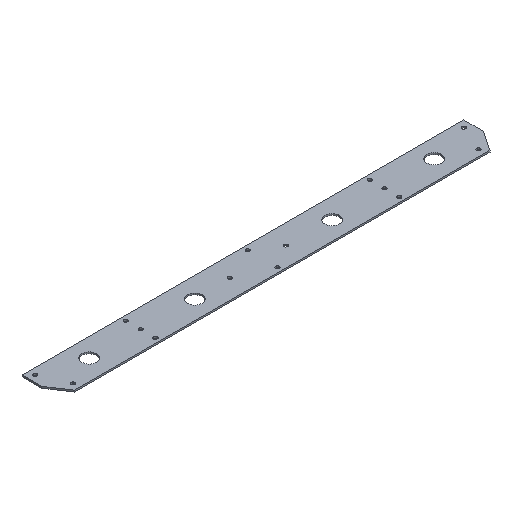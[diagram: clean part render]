
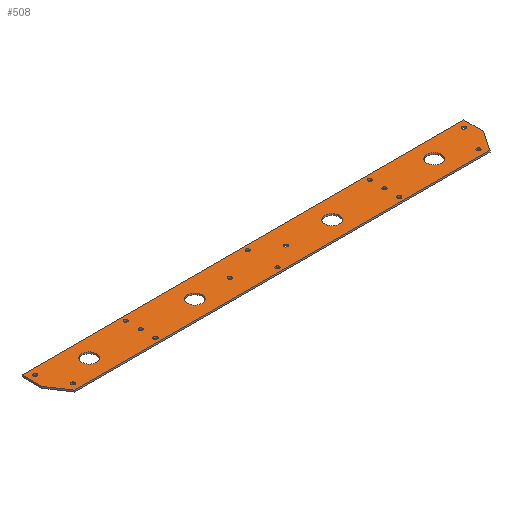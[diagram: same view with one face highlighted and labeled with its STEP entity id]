
A CAD part, isometric view. The second image highlights one B-rep face of the part: STEP entity #508.
In plain terms, the highlighted planar face has unit normal (0, 0, 1).
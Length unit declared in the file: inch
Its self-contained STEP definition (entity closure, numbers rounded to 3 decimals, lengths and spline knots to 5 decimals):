
#15=LINE('',#801,#33);
#19=LINE('',#810,#37);
#25=LINE('',#831,#43);
#26=LINE('',#834,#44);
#31=LINE('',#842,#49);
#32=LINE('',#844,#50);
#33=VECTOR('',#673,1.80278);
#37=VECTOR('',#679,1.80278);
#43=VECTOR('',#699,1.5);
#44=VECTOR('',#702,1.5);
#49=VECTOR('',#711,33.5);
#50=VECTOR('',#714,31.5);
#58=PLANE('',#572);
#95=FACE_BOUND('',#201,.T.);
#96=FACE_BOUND('',#202,.T.);
#97=FACE_BOUND('',#203,.T.);
#98=FACE_BOUND('',#204,.T.);
#99=FACE_BOUND('',#205,.T.);
#100=FACE_BOUND('',#206,.T.);
#101=FACE_BOUND('',#207,.T.);
#102=FACE_BOUND('',#208,.T.);
#103=FACE_BOUND('',#209,.T.);
#104=FACE_BOUND('',#210,.T.);
#105=FACE_BOUND('',#211,.T.);
#106=FACE_BOUND('',#212,.T.);
#107=FACE_BOUND('',#213,.T.);
#108=FACE_BOUND('',#214,.T.);
#109=FACE_BOUND('',#215,.T.);
#110=FACE_BOUND('',#216,.T.);
#111=FACE_BOUND('',#217,.T.);
#112=FACE_BOUND('',#218,.T.);
#138=FACE_OUTER_BOUND('',#200,.T.);
#200=EDGE_LOOP('',(#441,#442,#443,#444,#445,#446));
#201=EDGE_LOOP('',(#447));
#202=EDGE_LOOP('',(#448));
#203=EDGE_LOOP('',(#449));
#204=EDGE_LOOP('',(#450));
#205=EDGE_LOOP('',(#451));
#206=EDGE_LOOP('',(#452));
#207=EDGE_LOOP('',(#453));
#208=EDGE_LOOP('',(#454));
#209=EDGE_LOOP('',(#455));
#210=EDGE_LOOP('',(#456));
#211=EDGE_LOOP('',(#457));
#212=EDGE_LOOP('',(#458));
#213=EDGE_LOOP('',(#459));
#214=EDGE_LOOP('',(#460));
#215=EDGE_LOOP('',(#461));
#216=EDGE_LOOP('',(#462));
#217=EDGE_LOOP('',(#463));
#218=EDGE_LOOP('',(#464));
#220=CIRCLE('',#513,0.1405);
#222=CIRCLE('',#516,0.1405);
#224=CIRCLE('',#519,0.1405);
#226=CIRCLE('',#522,0.1405);
#228=CIRCLE('',#525,0.1405);
#230=CIRCLE('',#528,0.1405);
#232=CIRCLE('',#531,0.1405);
#234=CIRCLE('',#534,0.1405);
#236=CIRCLE('',#537,0.1405);
#238=CIRCLE('',#540,0.1405);
#240=CIRCLE('',#543,0.1405);
#242=CIRCLE('',#546,0.1405);
#244=CIRCLE('',#549,0.1405);
#246=CIRCLE('',#552,0.1405);
#248=CIRCLE('',#555,0.5625);
#250=CIRCLE('',#558,0.5625);
#252=CIRCLE('',#563,0.5625);
#254=CIRCLE('',#566,0.5625);
#256=VERTEX_POINT('',#721);
#258=VERTEX_POINT('',#726);
#260=VERTEX_POINT('',#731);
#262=VERTEX_POINT('',#736);
#264=VERTEX_POINT('',#741);
#266=VERTEX_POINT('',#746);
#268=VERTEX_POINT('',#751);
#270=VERTEX_POINT('',#756);
#272=VERTEX_POINT('',#761);
#274=VERTEX_POINT('',#766);
#276=VERTEX_POINT('',#771);
#278=VERTEX_POINT('',#776);
#280=VERTEX_POINT('',#781);
#282=VERTEX_POINT('',#786);
#284=VERTEX_POINT('',#791);
#286=VERTEX_POINT('',#796);
#287=VERTEX_POINT('',#799);
#288=VERTEX_POINT('',#800);
#291=VERTEX_POINT('',#808);
#292=VERTEX_POINT('',#809);
#296=VERTEX_POINT('',#819);
#298=VERTEX_POINT('',#824);
#300=VERTEX_POINT('',#829);
#301=VERTEX_POINT('',#833);
#304=EDGE_CURVE('',#256,#256,#220,.T.);
#306=EDGE_CURVE('',#258,#258,#222,.T.);
#308=EDGE_CURVE('',#260,#260,#224,.T.);
#310=EDGE_CURVE('',#262,#262,#226,.T.);
#312=EDGE_CURVE('',#264,#264,#228,.T.);
#314=EDGE_CURVE('',#266,#266,#230,.T.);
#316=EDGE_CURVE('',#268,#268,#232,.T.);
#318=EDGE_CURVE('',#270,#270,#234,.T.);
#320=EDGE_CURVE('',#272,#272,#236,.T.);
#322=EDGE_CURVE('',#274,#274,#238,.T.);
#324=EDGE_CURVE('',#276,#276,#240,.T.);
#326=EDGE_CURVE('',#278,#278,#242,.T.);
#328=EDGE_CURVE('',#280,#280,#244,.T.);
#330=EDGE_CURVE('',#282,#282,#246,.T.);
#332=EDGE_CURVE('',#284,#284,#248,.T.);
#334=EDGE_CURVE('',#286,#286,#250,.T.);
#335=EDGE_CURVE('',#287,#288,#15,.T.);
#339=EDGE_CURVE('',#291,#292,#19,.T.);
#344=EDGE_CURVE('',#296,#296,#252,.T.);
#346=EDGE_CURVE('',#298,#298,#254,.T.);
#349=EDGE_CURVE('',#288,#300,#25,.T.);
#350=EDGE_CURVE('',#301,#291,#26,.T.);
#355=EDGE_CURVE('',#300,#301,#31,.T.);
#356=EDGE_CURVE('',#292,#287,#32,.T.);
#441=ORIENTED_EDGE('',*,*,#335,.T.);
#442=ORIENTED_EDGE('',*,*,#349,.T.);
#443=ORIENTED_EDGE('',*,*,#355,.T.);
#444=ORIENTED_EDGE('',*,*,#350,.T.);
#445=ORIENTED_EDGE('',*,*,#339,.T.);
#446=ORIENTED_EDGE('',*,*,#356,.T.);
#447=ORIENTED_EDGE('',*,*,#304,.T.);
#448=ORIENTED_EDGE('',*,*,#306,.T.);
#449=ORIENTED_EDGE('',*,*,#308,.T.);
#450=ORIENTED_EDGE('',*,*,#310,.T.);
#451=ORIENTED_EDGE('',*,*,#312,.T.);
#452=ORIENTED_EDGE('',*,*,#314,.T.);
#453=ORIENTED_EDGE('',*,*,#316,.T.);
#454=ORIENTED_EDGE('',*,*,#318,.T.);
#455=ORIENTED_EDGE('',*,*,#320,.T.);
#456=ORIENTED_EDGE('',*,*,#322,.T.);
#457=ORIENTED_EDGE('',*,*,#324,.T.);
#458=ORIENTED_EDGE('',*,*,#326,.T.);
#459=ORIENTED_EDGE('',*,*,#328,.T.);
#460=ORIENTED_EDGE('',*,*,#330,.T.);
#461=ORIENTED_EDGE('',*,*,#332,.T.);
#462=ORIENTED_EDGE('',*,*,#334,.T.);
#463=ORIENTED_EDGE('',*,*,#344,.T.);
#464=ORIENTED_EDGE('',*,*,#346,.T.);
#508=ADVANCED_FACE('',(#138,#95,#96,#97,#98,#99,#100,#101,#102,#103,#104,
#105,#106,#107,#108,#109,#110,#111,#112),#58,.T.);
#513=AXIS2_PLACEMENT_3D('',#722,#579,#580);
#516=AXIS2_PLACEMENT_3D('',#727,#585,#586);
#519=AXIS2_PLACEMENT_3D('',#732,#591,#592);
#522=AXIS2_PLACEMENT_3D('',#737,#597,#598);
#525=AXIS2_PLACEMENT_3D('',#742,#603,#604);
#528=AXIS2_PLACEMENT_3D('',#747,#609,#610);
#531=AXIS2_PLACEMENT_3D('',#752,#615,#616);
#534=AXIS2_PLACEMENT_3D('',#757,#621,#622);
#537=AXIS2_PLACEMENT_3D('',#762,#627,#628);
#540=AXIS2_PLACEMENT_3D('',#767,#633,#634);
#543=AXIS2_PLACEMENT_3D('',#772,#639,#640);
#546=AXIS2_PLACEMENT_3D('',#777,#645,#646);
#549=AXIS2_PLACEMENT_3D('',#782,#651,#652);
#552=AXIS2_PLACEMENT_3D('',#787,#657,#658);
#555=AXIS2_PLACEMENT_3D('',#792,#663,#664);
#558=AXIS2_PLACEMENT_3D('',#797,#669,#670);
#563=AXIS2_PLACEMENT_3D('',#820,#687,#688);
#566=AXIS2_PLACEMENT_3D('',#825,#693,#694);
#572=AXIS2_PLACEMENT_3D('',#845,#715,#716);
#579=DIRECTION('center_axis',(0.,0.,-1.));
#580=DIRECTION('ref_axis',(-1.,0.,0.));
#585=DIRECTION('center_axis',(0.,0.,-1.));
#586=DIRECTION('ref_axis',(-1.,0.,0.));
#591=DIRECTION('center_axis',(0.,0.,-1.));
#592=DIRECTION('ref_axis',(-1.,0.,0.));
#597=DIRECTION('center_axis',(0.,0.,-1.));
#598=DIRECTION('ref_axis',(-1.,0.,0.));
#603=DIRECTION('center_axis',(0.,0.,-1.));
#604=DIRECTION('ref_axis',(-1.,0.,0.));
#609=DIRECTION('center_axis',(0.,0.,-1.));
#610=DIRECTION('ref_axis',(-1.,0.,0.));
#615=DIRECTION('center_axis',(0.,0.,-1.));
#616=DIRECTION('ref_axis',(-1.,0.,0.));
#621=DIRECTION('center_axis',(0.,0.,-1.));
#622=DIRECTION('ref_axis',(-1.,0.,0.));
#627=DIRECTION('center_axis',(0.,0.,-1.));
#628=DIRECTION('ref_axis',(-1.,0.,0.));
#633=DIRECTION('center_axis',(0.,0.,-1.));
#634=DIRECTION('ref_axis',(-1.,0.,0.));
#639=DIRECTION('center_axis',(0.,0.,-1.));
#640=DIRECTION('ref_axis',(-1.,0.,0.));
#645=DIRECTION('center_axis',(0.,0.,-1.));
#646=DIRECTION('ref_axis',(-1.,0.,0.));
#651=DIRECTION('center_axis',(0.,0.,-1.));
#652=DIRECTION('ref_axis',(-1.,0.,0.));
#657=DIRECTION('center_axis',(0.,0.,-1.));
#658=DIRECTION('ref_axis',(-1.,0.,0.));
#663=DIRECTION('center_axis',(0.,0.,-1.));
#664=DIRECTION('ref_axis',(-1.,0.,0.));
#669=DIRECTION('center_axis',(0.,0.,-1.));
#670=DIRECTION('ref_axis',(-1.,0.,0.));
#673=DIRECTION('',(0.555,0.832,0.));
#679=DIRECTION('',(0.555,-0.832,0.));
#687=DIRECTION('center_axis',(0.,0.,-1.));
#688=DIRECTION('ref_axis',(-1.,0.,0.));
#693=DIRECTION('center_axis',(0.,0.,-1.));
#694=DIRECTION('ref_axis',(-1.,0.,0.));
#699=DIRECTION('',(0.,1.,0.));
#702=DIRECTION('',(0.,-1.,0.));
#711=DIRECTION('',(-1.,0.,0.));
#714=DIRECTION('',(1.,0.,0.));
#715=DIRECTION('center_axis',(0.,0.,1.));
#716=DIRECTION('ref_axis',(1.,0.,0.));
#721=CARTESIAN_POINT('',(14.3905,1.5,0.125));
#722=CARTESIAN_POINT('Origin',(14.25,1.5,0.125));
#726=CARTESIAN_POINT('',(18.6405,1.5,0.125));
#727=CARTESIAN_POINT('Origin',(18.5,1.5,0.125));
#731=CARTESIAN_POINT('',(1.5155,0.5,0.125));
#732=CARTESIAN_POINT('Origin',(1.375,0.5,0.125));
#736=CARTESIAN_POINT('',(33.1405,2.5,0.125));
#737=CARTESIAN_POINT('Origin',(33.,2.5,0.125));
#741=CARTESIAN_POINT('',(26.1405,0.375,0.125));
#742=CARTESIAN_POINT('Origin',(26.,0.375,0.125));
#746=CARTESIAN_POINT('',(7.6405,1.5,0.125));
#747=CARTESIAN_POINT('Origin',(7.5,1.5,0.125));
#751=CARTESIAN_POINT('',(7.6405,2.625,0.125));
#752=CARTESIAN_POINT('Origin',(7.5,2.625,0.125));
#756=CARTESIAN_POINT('',(16.8905,2.625,0.125));
#757=CARTESIAN_POINT('Origin',(16.75,2.625,0.125));
#761=CARTESIAN_POINT('',(16.8905,0.375,0.125));
#762=CARTESIAN_POINT('Origin',(16.75,0.375,0.125));
#766=CARTESIAN_POINT('',(7.6405,0.375,0.125));
#767=CARTESIAN_POINT('Origin',(7.5,0.375,0.125));
#771=CARTESIAN_POINT('',(26.1405,2.625,0.125));
#772=CARTESIAN_POINT('Origin',(26.,2.625,0.125));
#776=CARTESIAN_POINT('',(26.1405,1.5,0.125));
#777=CARTESIAN_POINT('Origin',(26.,1.5,0.125));
#781=CARTESIAN_POINT('',(0.6405,2.5,0.125));
#782=CARTESIAN_POINT('Origin',(0.5,2.5,0.125));
#786=CARTESIAN_POINT('',(32.2655,0.5,0.125));
#787=CARTESIAN_POINT('Origin',(32.125,0.5,0.125));
#791=CARTESIAN_POINT('',(30.40401,1.5625,0.125));
#792=CARTESIAN_POINT('Origin',(29.84151,1.5625,0.125));
#796=CARTESIAN_POINT('',(12.096,1.4375,0.125));
#797=CARTESIAN_POINT('Origin',(11.5335,1.4375,0.125));
#799=CARTESIAN_POINT('',(32.5,0.,0.125));
#800=CARTESIAN_POINT('',(33.5,1.5,0.125));
#801=CARTESIAN_POINT('',(30.42308,-3.11538,0.125));
#808=CARTESIAN_POINT('',(0.,1.5,0.125));
#809=CARTESIAN_POINT('',(1.,0.,0.125));
#810=CARTESIAN_POINT('',(2.57692,-2.36538,0.125));
#819=CARTESIAN_POINT('',(22.529,1.4375,0.125));
#820=CARTESIAN_POINT('Origin',(21.9665,1.4375,0.125));
#824=CARTESIAN_POINT('',(4.22099,1.5625,0.125));
#825=CARTESIAN_POINT('Origin',(3.65849,1.5625,0.125));
#829=CARTESIAN_POINT('',(33.5,3.,0.125));
#831=CARTESIAN_POINT('',(33.5,0.,0.125));
#833=CARTESIAN_POINT('',(0.,3.,0.125));
#834=CARTESIAN_POINT('',(0.,3.,0.125));
#842=CARTESIAN_POINT('',(33.5,3.,0.125));
#844=CARTESIAN_POINT('',(0.,0.,0.125));
#845=CARTESIAN_POINT('Origin',(16.75,1.5,0.125));
